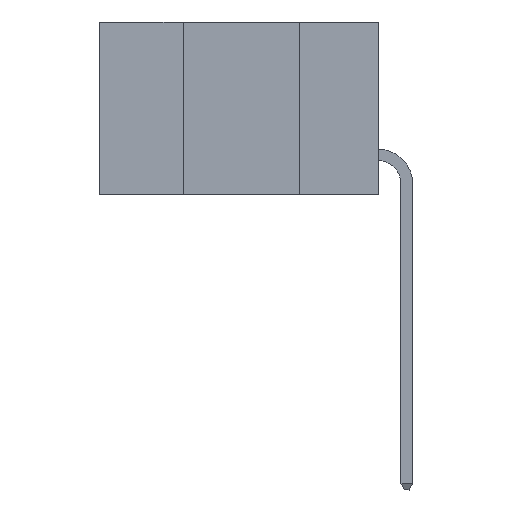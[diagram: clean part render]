
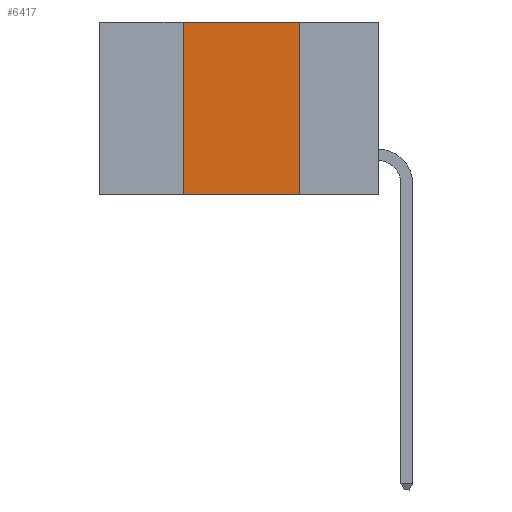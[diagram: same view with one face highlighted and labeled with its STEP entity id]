
A CAD part, left-side view. The second image highlights one B-rep face of the part: STEP entity #6417.
In plain terms, the highlighted planar face has unit normal (-1, 0, 0).
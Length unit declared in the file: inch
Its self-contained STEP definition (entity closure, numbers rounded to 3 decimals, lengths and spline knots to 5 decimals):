
#362 = VERTEX_POINT ( 'NONE', #6660 ) ;
#888 = VECTOR ( 'NONE', #3600, 39.37008 ) ;
#1089 = LINE ( 'NONE', #8903, #7471 ) ;
#1140 = CARTESIAN_POINT ( 'NONE',  ( 0., 0.42, -0.37 ) ) ;
#1148 = DIRECTION ( 'NONE',  ( 0., 0., -1. ) ) ;
#1172 = CARTESIAN_POINT ( 'NONE',  ( 0., 0.6, 0. ) ) ;
#1255 = VERTEX_POINT ( 'NONE', #4278 ) ;
#1291 = PLANE ( 'NONE',  #5136 ) ;
#1367 = CARTESIAN_POINT ( 'NONE',  ( 0., 0.42, 0. ) ) ;
#2353 = DIRECTION ( 'NONE',  ( 0., -1., 0. ) ) ;
#3460 = DIRECTION ( 'NONE',  ( 0., 0., 1. ) ) ;
#3600 = DIRECTION ( 'NONE',  ( 0., -1., 0. ) ) ;
#4278 = CARTESIAN_POINT ( 'NONE',  ( 0., 0.17, 0. ) ) ;
#4645 = VERTEX_POINT ( 'NONE', #1367 ) ;
#4778 = CARTESIAN_POINT ( 'NONE',  ( 0., 0.6, -0.37 ) ) ;
#4851 = ORIENTED_EDGE ( 'NONE', *, *, #6163, .T. ) ;
#5136 = AXIS2_PLACEMENT_3D ( 'NONE', #13523, #9919, #1148 ) ;
#5188 = VECTOR ( 'NONE', #10245, 39.37008 ) ;
#5969 = EDGE_CURVE ( 'NONE', #12529, #4645, #1089, .T. ) ;
#6163 = EDGE_CURVE ( 'NONE', #12529, #362, #11621, .T. ) ;
#6417 = ADVANCED_FACE ( 'NONE', ( #7848 ), #1291, .F. ) ;
#6660 = CARTESIAN_POINT ( 'NONE',  ( 0., 0.17, -0.37 ) ) ;
#7471 = VECTOR ( 'NONE', #3460, 39.37008 ) ;
#7848 = FACE_OUTER_BOUND ( 'NONE', #12355, .T. ) ;
#7956 = LINE ( 'NONE', #12460, #5188 ) ;
#8903 = CARTESIAN_POINT ( 'NONE',  ( 0., 0.42, -0.37 ) ) ;
#9373 = VECTOR ( 'NONE', #2353, 39.37008 ) ;
#9919 = DIRECTION ( 'NONE',  ( 1., 0., 0. ) ) ;
#10245 = DIRECTION ( 'NONE',  ( 0., 0., -1. ) ) ;
#10847 = ORIENTED_EDGE ( 'NONE', *, *, #10902, .F. ) ;
#10902 = EDGE_CURVE ( 'NONE', #1255, #362, #7956, .T. ) ;
#11538 = ORIENTED_EDGE ( 'NONE', *, *, #12254, .F. ) ;
#11621 = LINE ( 'NONE', #4778, #888 ) ;
#12254 = EDGE_CURVE ( 'NONE', #4645, #1255, #12451, .T. ) ;
#12355 = EDGE_LOOP ( 'NONE', ( #10847, #11538, #13888, #4851 ) ) ;
#12451 = LINE ( 'NONE', #1172, #9373 ) ;
#12460 = CARTESIAN_POINT ( 'NONE',  ( 0., 0.17, -0.37 ) ) ;
#12529 = VERTEX_POINT ( 'NONE', #1140 ) ;
#13523 = CARTESIAN_POINT ( 'NONE',  ( 0., 0.6, 0. ) ) ;
#13888 = ORIENTED_EDGE ( 'NONE', *, *, #5969, .F. ) ;
